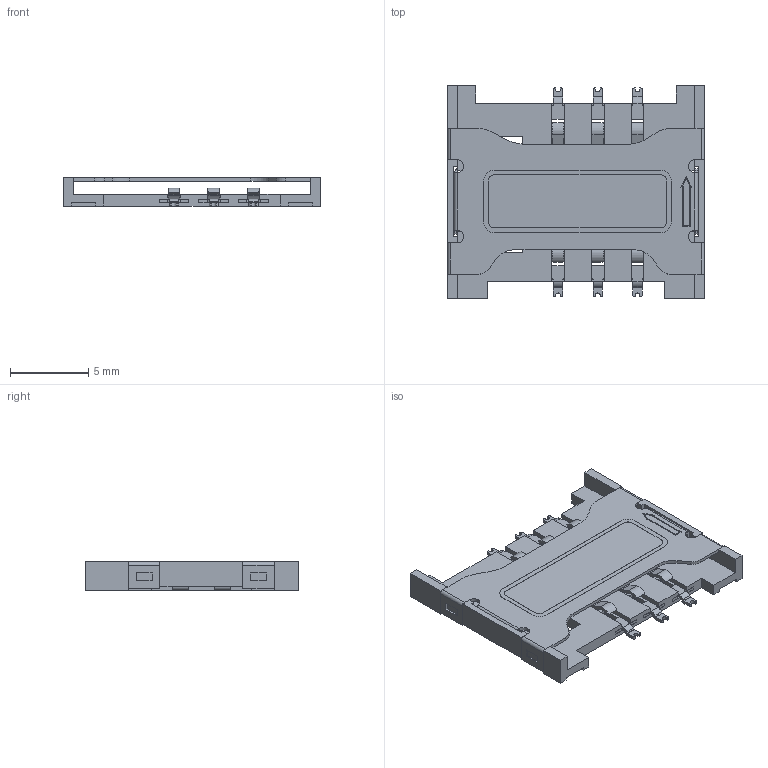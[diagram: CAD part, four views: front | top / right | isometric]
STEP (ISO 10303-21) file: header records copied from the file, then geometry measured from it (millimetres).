
FILE_DESCRIPTION( ( 'Unknown' ), '1' );
FILE_NAME( '693010030601.stp', 'Unknown', ( 'Quentin LAIDEBEUR' ), ( 'WE' ), 'PSStep 15.0.49', 'Sample-box', ' ' );
FILE_SCHEMA( ( 'AUTOMOTIVE_DESIGN { 1 0 10303 214 1 1 1 1 }' ) );
Length unit declared in the file: millimetre
Products named in the file (4): Assem1; 693010030601; 693010030601_PIN; 693010030601_CAP
Assembly tree (8 placements, depth 2):
  Assem1
    693010030601
    693010030601_PIN  x6
    693010030601_CAP
Bounding box: 16.4 x 13.6 x 1.8 mm (x, y, z)
Volume: 155.2 mm3; surface area: 1023.2 mm2
Topology: 8 solids, 8 shells, 743 faces, 2155 edges, 1426 vertices
Faces by surface type: plane 548, cylinder 183, bspline 12
Entity records: 19676 total; most frequent: CARTESIAN_POINT 2940, ORIENTED_EDGE 2790, DIRECTION 2513, EDGE_CURVE 1395, LINE 1213, VECTOR 1213, VERTEX_POINT 926, AXIS2_PLACEMENT_3D 650
